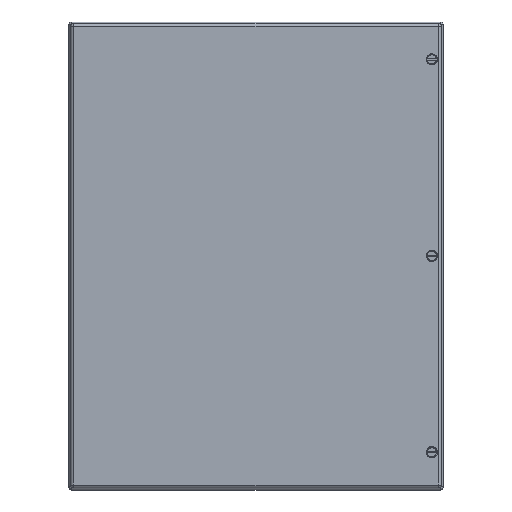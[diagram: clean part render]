
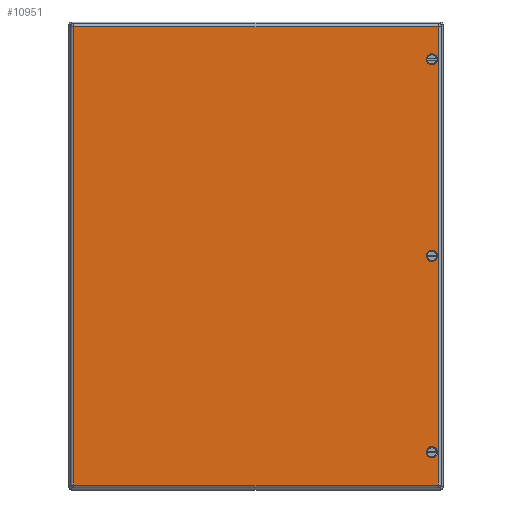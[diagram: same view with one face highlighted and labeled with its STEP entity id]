
A CAD part, top view. The second image highlights one B-rep face of the part: STEP entity #10951.
In plain terms, the highlighted planar face has unit normal (0, 0, 1).
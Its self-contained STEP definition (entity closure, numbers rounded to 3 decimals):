
#10875=AXIS2_PLACEMENT_3D('Plane Axis2P3D',#10872,#10873,#10874) ;
#10917=AXIS2_PLACEMENT_3D('Circle Axis2P3D',#10915,#10916,$) ;
#10926=AXIS2_PLACEMENT_3D('Circle Axis2P3D',#10924,#10925,$) ;
#10935=AXIS2_PLACEMENT_3D('Circle Axis2P3D',#10933,#10934,$) ;
#10944=AXIS2_PLACEMENT_3D('Circle Axis2P3D',#10942,#10943,$) ;
#10634=CARTESIAN_POINT('Vertex',(384.5,250.,200.)) ;
#10638=CARTESIAN_POINT('Control Point',(384.5,250.,200.)) ;
#10639=CARTESIAN_POINT('Control Point',(384.5,249.45,200.)) ;
#10640=CARTESIAN_POINT('Control Point',(384.608,248.9,200.)) ;
#10641=CARTESIAN_POINT('Control Point',(384.824,248.379,200.)) ;
#10642=CARTESIAN_POINT('Control Point',(385.449,247.449,200.)) ;
#10643=CARTESIAN_POINT('Control Point',(386.379,246.824,200.)) ;
#10644=CARTESIAN_POINT('Control Point',(386.9,246.608,200.)) ;
#10645=CARTESIAN_POINT('Control Point',(388.,246.392,200.)) ;
#10646=CARTESIAN_POINT('Control Point',(389.1,246.608,200.)) ;
#10647=CARTESIAN_POINT('Control Point',(389.621,246.824,200.)) ;
#10648=CARTESIAN_POINT('Control Point',(390.551,247.449,200.)) ;
#10649=CARTESIAN_POINT('Control Point',(391.176,248.379,200.)) ;
#10650=CARTESIAN_POINT('Control Point',(391.392,248.9,200.)) ;
#10651=CARTESIAN_POINT('Control Point',(391.5,249.45,200.)) ;
#10652=CARTESIAN_POINT('Control Point',(391.5,250.,200.)) ;
#10653=CARTESIAN_POINT('Vertex',(391.5,250.,200.)) ;
#10849=CARTESIAN_POINT('Control Point',(391.5,250.,200.)) ;
#10850=CARTESIAN_POINT('Control Point',(391.5,250.55,200.)) ;
#10851=CARTESIAN_POINT('Control Point',(391.392,251.1,200.)) ;
#10852=CARTESIAN_POINT('Control Point',(391.176,251.621,200.)) ;
#10853=CARTESIAN_POINT('Control Point',(390.551,252.551,200.)) ;
#10854=CARTESIAN_POINT('Control Point',(389.621,253.176,200.)) ;
#10855=CARTESIAN_POINT('Control Point',(389.1,253.392,200.)) ;
#10856=CARTESIAN_POINT('Control Point',(388.,253.608,200.)) ;
#10857=CARTESIAN_POINT('Control Point',(386.9,253.392,200.)) ;
#10858=CARTESIAN_POINT('Control Point',(386.379,253.176,200.)) ;
#10859=CARTESIAN_POINT('Control Point',(385.449,252.551,200.)) ;
#10860=CARTESIAN_POINT('Control Point',(384.824,251.621,200.)) ;
#10861=CARTESIAN_POINT('Control Point',(384.608,251.1,200.)) ;
#10862=CARTESIAN_POINT('Control Point',(384.5,250.55,200.)) ;
#10863=CARTESIAN_POINT('Control Point',(384.5,250.,200.)) ;
#10872=CARTESIAN_POINT('Axis2P3D Location',(200.,250.,200.)) ;
#10877=CARTESIAN_POINT('Line Origine',(395.,250.,200.)) ;
#10881=CARTESIAN_POINT('Vertex',(395.,5.,200.)) ;
#10883=CARTESIAN_POINT('Vertex',(395.,495.,200.)) ;
#10886=CARTESIAN_POINT('Line Origine',(200.,495.,200.)) ;
#10890=CARTESIAN_POINT('Vertex',(5.,495.,200.)) ;
#10893=CARTESIAN_POINT('Line Origine',(5.,250.,200.)) ;
#10897=CARTESIAN_POINT('Vertex',(5.,5.,200.)) ;
#10900=CARTESIAN_POINT('Line Origine',(200.,5.,200.)) ;
#10915=CARTESIAN_POINT('Axis2P3D Location',(388.,460.,200.)) ;
#10919=CARTESIAN_POINT('Vertex',(391.5,460.,200.)) ;
#10921=CARTESIAN_POINT('Vertex',(384.5,460.,200.)) ;
#10924=CARTESIAN_POINT('Axis2P3D Location',(388.,460.,200.)) ;
#10933=CARTESIAN_POINT('Axis2P3D Location',(388.,40.,200.)) ;
#10937=CARTESIAN_POINT('Vertex',(391.5,40.,200.)) ;
#10939=CARTESIAN_POINT('Vertex',(384.5,40.,200.)) ;
#10942=CARTESIAN_POINT('Axis2P3D Location',(388.,40.,200.)) ;
#10873=DIRECTION('Axis2P3D Direction',(0.,0.,1.)) ;
#10874=DIRECTION('Axis2P3D XDirection',(1.,0.,0.)) ;
#10878=DIRECTION('Vector Direction',(0.,1.,0.)) ;
#10887=DIRECTION('Vector Direction',(-1.,0.,0.)) ;
#10894=DIRECTION('Vector Direction',(0.,-1.,0.)) ;
#10901=DIRECTION('Vector Direction',(1.,0.,0.)) ;
#10916=DIRECTION('Axis2P3D Direction',(0.,0.,1.)) ;
#10925=DIRECTION('Axis2P3D Direction',(0.,0.,1.)) ;
#10934=DIRECTION('Axis2P3D Direction',(0.,0.,1.)) ;
#10943=DIRECTION('Axis2P3D Direction',(0.,0.,1.)) ;
#10879=VECTOR('Line Direction',#10878,1.) ;
#10888=VECTOR('Line Direction',#10887,1.) ;
#10895=VECTOR('Line Direction',#10894,1.) ;
#10902=VECTOR('Line Direction',#10901,1.) ;
#10906=ORIENTED_EDGE('',*,*,#10885,.T.) ;
#10907=ORIENTED_EDGE('',*,*,#10892,.T.) ;
#10908=ORIENTED_EDGE('',*,*,#10899,.T.) ;
#10909=ORIENTED_EDGE('',*,*,#10904,.T.) ;
#10912=ORIENTED_EDGE('',*,*,#10864,.F.) ;
#10913=ORIENTED_EDGE('',*,*,#10655,.F.) ;
#10930=ORIENTED_EDGE('',*,*,#10923,.F.) ;
#10931=ORIENTED_EDGE('',*,*,#10928,.F.) ;
#10948=ORIENTED_EDGE('',*,*,#10941,.F.) ;
#10949=ORIENTED_EDGE('',*,*,#10946,.F.) ;
#10914=FACE_BOUND('',#10911,.T.) ;
#10932=FACE_BOUND('',#10929,.T.) ;
#10950=FACE_BOUND('',#10947,.T.) ;
#10951=ADVANCED_FACE('76192_ZUB_DE_HS_KEBI_500x400-1/76192_DE_HS_KEBI_500x400-1-solid1',(#10910,#10914,#10932,#10950),#10876,.T.) ;
#10637=B_SPLINE_CURVE_WITH_KNOTS('',5,(#10638,#10639,#10640,#10641,#10642,#10643,#10644,#10645,#10646,#10647,#10648,#10649,#10650,#10651,#10652),.UNSPECIFIED.,.F.,.U.,(6,3,3,3,6),(-5.498,-2.749,0.,2.749,5.498),.UNSPECIFIED.) ;
#10848=B_SPLINE_CURVE_WITH_KNOTS('',5,(#10849,#10850,#10851,#10852,#10853,#10854,#10855,#10856,#10857,#10858,#10859,#10860,#10861,#10862,#10863),.UNSPECIFIED.,.F.,.U.,(6,3,3,3,6),(-5.498,-2.749,0.,2.749,5.498),.UNSPECIFIED.) ;
#10918=CIRCLE('generated circle',#10917,3.5) ;
#10927=CIRCLE('generated circle',#10926,3.5) ;
#10936=CIRCLE('generated circle',#10935,3.5) ;
#10945=CIRCLE('generated circle',#10944,3.5) ;
#10655=EDGE_CURVE('',#10635,#10654,#10637,.T.) ;
#10864=EDGE_CURVE('',#10654,#10635,#10848,.T.) ;
#10885=EDGE_CURVE('',#10882,#10884,#10880,.T.) ;
#10892=EDGE_CURVE('',#10884,#10891,#10889,.T.) ;
#10899=EDGE_CURVE('',#10891,#10898,#10896,.T.) ;
#10904=EDGE_CURVE('',#10898,#10882,#10903,.T.) ;
#10923=EDGE_CURVE('',#10920,#10922,#10918,.T.) ;
#10928=EDGE_CURVE('',#10922,#10920,#10927,.T.) ;
#10941=EDGE_CURVE('',#10938,#10940,#10936,.T.) ;
#10946=EDGE_CURVE('',#10940,#10938,#10945,.T.) ;
#10905=EDGE_LOOP('',(#10906,#10907,#10908,#10909)) ;
#10911=EDGE_LOOP('',(#10912,#10913)) ;
#10929=EDGE_LOOP('',(#10930,#10931)) ;
#10947=EDGE_LOOP('',(#10948,#10949)) ;
#10910=FACE_OUTER_BOUND('',#10905,.T.) ;
#10880=LINE('Line',#10877,#10879) ;
#10889=LINE('Line',#10886,#10888) ;
#10896=LINE('Line',#10893,#10895) ;
#10903=LINE('Line',#10900,#10902) ;
#10876=PLANE('',#10875) ;
#10635=VERTEX_POINT('',#10634) ;
#10654=VERTEX_POINT('',#10653) ;
#10882=VERTEX_POINT('',#10881) ;
#10884=VERTEX_POINT('',#10883) ;
#10891=VERTEX_POINT('',#10890) ;
#10898=VERTEX_POINT('',#10897) ;
#10920=VERTEX_POINT('',#10919) ;
#10922=VERTEX_POINT('',#10921) ;
#10938=VERTEX_POINT('',#10937) ;
#10940=VERTEX_POINT('',#10939) ;
